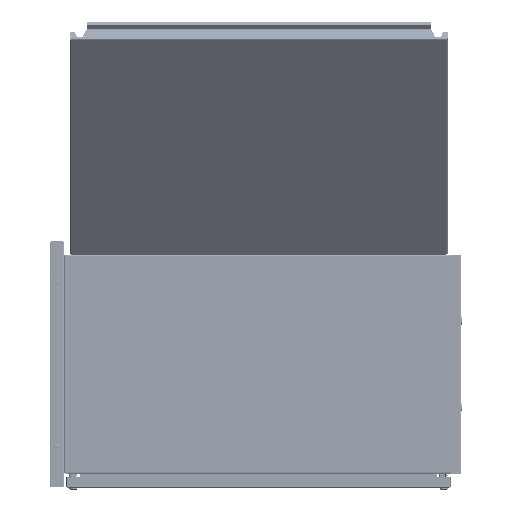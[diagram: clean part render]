
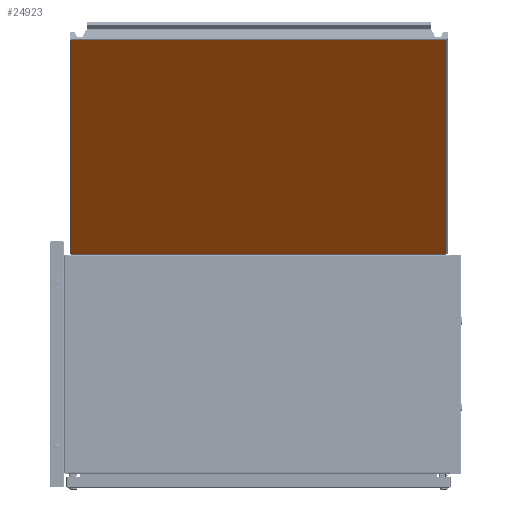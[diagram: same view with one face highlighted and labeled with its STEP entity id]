
A CAD part, left-side view. The second image highlights one B-rep face of the part: STEP entity #24923.
In plain terms, the highlighted face is planar.
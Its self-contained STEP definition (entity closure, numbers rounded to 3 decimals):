
#24923 = ADVANCED_FACE ( 'NONE', ( #111896 ), #71347, .F. ) ;
#37280 = CARTESIAN_POINT ( 'NONE',  ( 242.75, 325.5, 0. ) ) ;
#37283 = CARTESIAN_POINT ( 'NONE',  ( 243.5, -325.5, 0. ) ) ;
#37287 = DIRECTION ( 'NONE',  ( 0., -1., 0. ) ) ;
#37289 = DIRECTION ( 'NONE',  ( -1., 0., 0. ) ) ;
#37290 = CARTESIAN_POINT ( 'NONE',  ( -242.75, -325.5, 0. ) ) ;
#37291 = DIRECTION ( 'NONE',  ( 0., 1., 0. ) ) ;
#37292 = CARTESIAN_POINT ( 'NONE',  ( -243.5, 325.5, 0. ) ) ;
#37294 = DIRECTION ( 'NONE',  ( 1., 0., 0. ) ) ;
#51833 = AXIS2_PLACEMENT_3D ( 'NONE', #71335, #71351, #71354 ) ;
#53344 = LINE ( 'NONE', #37280, #53349 ) ;
#53346 = LINE ( 'NONE', #37283, #53351 ) ;
#53349 = VECTOR ( 'NONE', #37287, 1000. ) ;
#53350 = LINE ( 'NONE', #37290, #53353 ) ;
#53351 = VECTOR ( 'NONE', #37289, 1000. ) ;
#53352 = LINE ( 'NONE', #37292, #174857 ) ;
#53353 = VECTOR ( 'NONE', #37291, 1000. ) ;
#69039 = ORIENTED_EDGE ( 'NONE', *, *, #124064, .T. ) ;
#69041 = ORIENTED_EDGE ( 'NONE', *, *, #124065, .T. ) ;
#69044 = ORIENTED_EDGE ( 'NONE', *, *, #124066, .T. ) ;
#69046 = ORIENTED_EDGE ( 'NONE', *, *, #124067, .T. ) ;
#71335 = CARTESIAN_POINT ( 'NONE',  ( -243.5, -326.25, 0. ) ) ;
#71347 = PLANE ( 'NONE',  #51833 ) ;
#71351 = DIRECTION ( 'NONE',  ( 0., 0., 1. ) ) ;
#71354 = DIRECTION ( 'NONE',  ( 1., 0., 0. ) ) ;
#102915 = CARTESIAN_POINT ( 'NONE',  ( 242.75, 325.5, 0. ) ) ;
#102922 = CARTESIAN_POINT ( 'NONE',  ( 242.75, -325.5, 0. ) ) ;
#102927 = CARTESIAN_POINT ( 'NONE',  ( -242.75, 325.5, 0. ) ) ;
#102931 = CARTESIAN_POINT ( 'NONE',  ( -242.75, -325.5, 0. ) ) ;
#109352 = VERTEX_POINT ( 'NONE', #102915 ) ;
#109357 = VERTEX_POINT ( 'NONE', #102922 ) ;
#109361 = VERTEX_POINT ( 'NONE', #102931 ) ;
#109363 = VERTEX_POINT ( 'NONE', #102927 ) ;
#111896 = FACE_OUTER_BOUND ( 'NONE', #183227, .T. ) ;
#124064 = EDGE_CURVE ( 'NONE', #109352, #109357, #53344, .T. ) ;
#124065 = EDGE_CURVE ( 'NONE', #109357, #109361, #53346, .T. ) ;
#124066 = EDGE_CURVE ( 'NONE', #109361, #109363, #53350, .T. ) ;
#124067 = EDGE_CURVE ( 'NONE', #109363, #109352, #53352, .T. ) ;
#174857 = VECTOR ( 'NONE', #37294, 1000. ) ;
#183227 = EDGE_LOOP ( 'NONE', ( #69039, #69041, #69044, #69046 ) ) ;
